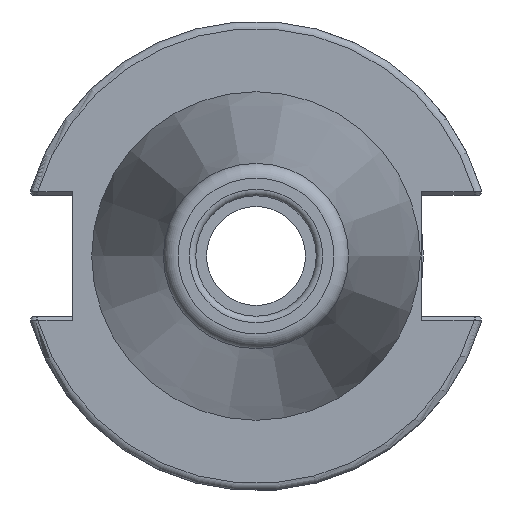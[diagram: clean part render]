
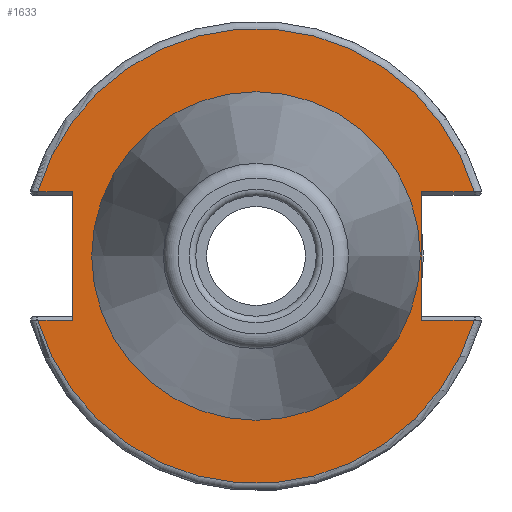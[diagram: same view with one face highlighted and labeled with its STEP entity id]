
A CAD part, left-side view. The second image highlights one B-rep face of the part: STEP entity #1633.
In plain terms, the highlighted planar face has unit normal (-1, 0, 0).
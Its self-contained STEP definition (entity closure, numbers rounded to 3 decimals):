
#15=FACE_BOUND('',#316,.T.);
#84=PLANE('',#1748);
#121=CIRCLE('',#1747,30.775);
#122=CIRCLE('',#1749,30.775);
#123=CIRCLE('',#1750,22.225);
#124=CIRCLE('',#1751,22.225);
#224=FACE_OUTER_BOUND('',#315,.T.);
#315=EDGE_LOOP('',(#1131,#1132,#1133,#1134,#1135,#1136,#1137,#1138));
#316=EDGE_LOOP('',(#1139,#1140));
#416=LINE('',#2559,#515);
#418=LINE('',#2627,#517);
#419=LINE('',#2629,#518);
#420=LINE('',#2633,#519);
#421=LINE('',#2635,#520);
#422=LINE('',#2636,#521);
#515=VECTOR('',#1932,10.);
#517=VECTOR('',#1950,10.);
#518=VECTOR('',#1951,10.);
#519=VECTOR('',#1954,10.);
#520=VECTOR('',#1955,10.);
#521=VECTOR('',#1956,10.);
#664=VERTEX_POINT('',#2552);
#667=VERTEX_POINT('',#2557);
#673=VERTEX_POINT('',#2605);
#675=VERTEX_POINT('',#2626);
#676=VERTEX_POINT('',#2628);
#677=VERTEX_POINT('',#2630);
#678=VERTEX_POINT('',#2632);
#679=VERTEX_POINT('',#2634);
#680=VERTEX_POINT('',#2637);
#681=VERTEX_POINT('',#2638);
#847=EDGE_CURVE('',#667,#664,#416,.T.);
#857=EDGE_CURVE('',#664,#673,#121,.T.);
#860=EDGE_CURVE('',#667,#675,#418,.T.);
#861=EDGE_CURVE('',#676,#675,#419,.T.);
#862=EDGE_CURVE('',#677,#676,#122,.T.);
#863=EDGE_CURVE('',#678,#677,#420,.T.);
#864=EDGE_CURVE('',#678,#679,#421,.T.);
#865=EDGE_CURVE('',#673,#679,#422,.T.);
#866=EDGE_CURVE('',#680,#681,#123,.T.);
#867=EDGE_CURVE('',#681,#680,#124,.T.);
#1131=ORIENTED_EDGE('',*,*,#847,.F.);
#1132=ORIENTED_EDGE('',*,*,#860,.T.);
#1133=ORIENTED_EDGE('',*,*,#861,.F.);
#1134=ORIENTED_EDGE('',*,*,#862,.F.);
#1135=ORIENTED_EDGE('',*,*,#863,.F.);
#1136=ORIENTED_EDGE('',*,*,#864,.T.);
#1137=ORIENTED_EDGE('',*,*,#865,.F.);
#1138=ORIENTED_EDGE('',*,*,#857,.F.);
#1139=ORIENTED_EDGE('',*,*,#866,.T.);
#1140=ORIENTED_EDGE('',*,*,#867,.T.);
#1633=ADVANCED_FACE('',(#224,#15),#84,.T.);
#1747=AXIS2_PLACEMENT_3D('',#2606,#1946,#1947);
#1748=AXIS2_PLACEMENT_3D('',#2625,#1948,#1949);
#1749=AXIS2_PLACEMENT_3D('',#2631,#1952,#1953);
#1750=AXIS2_PLACEMENT_3D('',#2639,#1957,#1958);
#1751=AXIS2_PLACEMENT_3D('',#2640,#1959,#1960);
#1932=DIRECTION('',(0.,-1.,0.));
#1946=DIRECTION('center_axis',(1.,0.,0.));
#1947=DIRECTION('ref_axis',(0.,0.,-1.));
#1948=DIRECTION('center_axis',(-1.,0.,0.));
#1949=DIRECTION('ref_axis',(0.,0.,1.));
#1950=DIRECTION('',(0.,0.,1.));
#1951=DIRECTION('',(0.,1.,0.));
#1952=DIRECTION('center_axis',(1.,0.,0.));
#1953=DIRECTION('ref_axis',(0.,0.,-1.));
#1954=DIRECTION('',(0.,1.,0.));
#1955=DIRECTION('',(0.,0.,-1.));
#1956=DIRECTION('',(0.,-1.,0.));
#1957=DIRECTION('center_axis',(1.,0.,0.));
#1958=DIRECTION('ref_axis',(0.,0.,-1.));
#1959=DIRECTION('center_axis',(1.,0.,0.));
#1960=DIRECTION('ref_axis',(0.,0.,-1.));
#2552=CARTESIAN_POINT('',(3.175,-29.523,-8.69));
#2557=CARTESIAN_POINT('',(3.175,-22.41,-8.69));
#2559=CARTESIAN_POINT('',(3.175,-4.878,-8.69));
#2605=CARTESIAN_POINT('',(3.175,29.523,-8.69));
#2606=CARTESIAN_POINT('Origin',(3.175,0.,
0.));
#2625=CARTESIAN_POINT('Origin',(3.175,30.775,0.));
#2626=CARTESIAN_POINT('',(3.175,-22.41,8.69));
#2627=CARTESIAN_POINT('',(3.175,-22.41,-4.095));
#2628=CARTESIAN_POINT('',(3.175,-29.523,8.69));
#2629=CARTESIAN_POINT('',(3.175,4.182,8.69));
#2630=CARTESIAN_POINT('',(3.175,29.523,8.69));
#2631=CARTESIAN_POINT('Origin',(3.175,0.,
0.));
#2632=CARTESIAN_POINT('',(3.175,24.8,8.69));
#2633=CARTESIAN_POINT('',(3.175,32.958,8.69));
#2634=CARTESIAN_POINT('',(3.175,24.8,-8.69));
#2635=CARTESIAN_POINT('',(3.175,24.8,4.095));
#2636=CARTESIAN_POINT('',(3.175,27.788,-8.69));
#2637=CARTESIAN_POINT('',(3.175,22.225,0.));
#2638=CARTESIAN_POINT('',(3.175,-22.225,0.));
#2639=CARTESIAN_POINT('Origin',(3.175,0.,
0.));
#2640=CARTESIAN_POINT('Origin',(3.175,0.,
0.));
